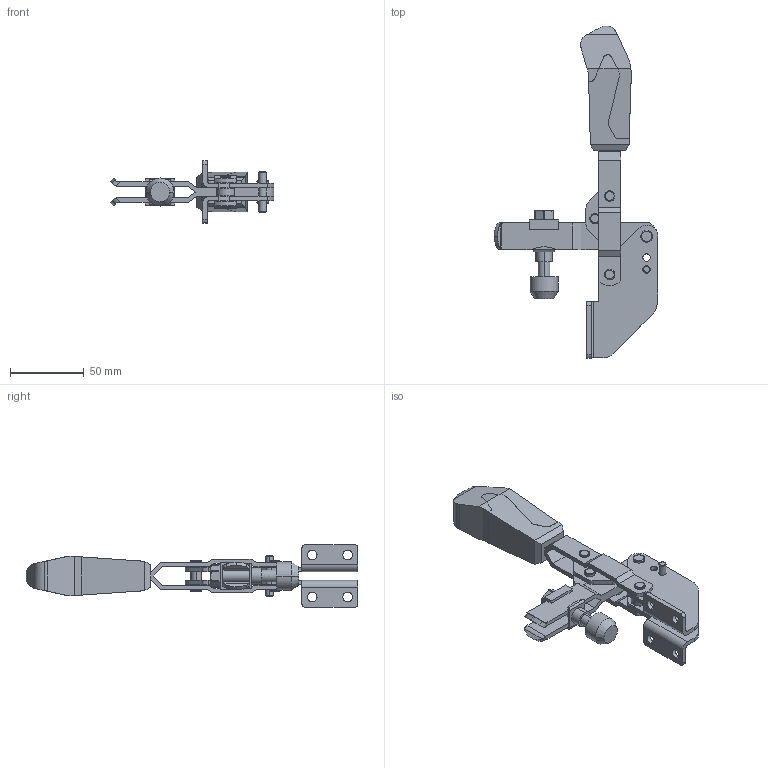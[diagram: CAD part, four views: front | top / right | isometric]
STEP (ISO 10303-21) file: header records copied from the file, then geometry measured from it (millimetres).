
FILE_DESCRIPTION(('STEP AP214'),'1');
FILE_NAME('HALDERN_EH_23330_0024.stp','2020-02-17T07:50:15',('TraceParts'),('TraceParts S.A.'),'Spatial InterOp 3D',' ',' ');
FILE_SCHEMA(('AUTOMOTIVE_DESIGN { 1 0 10303 214 1 1 1 1 }'));
Length unit declared in the file: millimetre
Products named in the file (1): HALDERN_EH_23330_0024_1
Bounding box: 110.74 x 225 x 42.5 mm (x, y, z)
Volume: 106146.9 mm3; surface area: 49620.7 mm2
Topology: 7 solids, 8 shells, 378 faces, 964 edges, 628 vertices
Faces by surface type: plane 169, cylinder 161, cone 28, torus 20
Entity records: 14912 total; most frequent: CARTESIAN_POINT 2428, DIRECTION 2006, ORIENTED_EDGE 1928, EDGE_CURVE 964, AXIS2_PLACEMENT_3D 729, VERTEX_POINT 628, LINE 548, VECTOR 548
